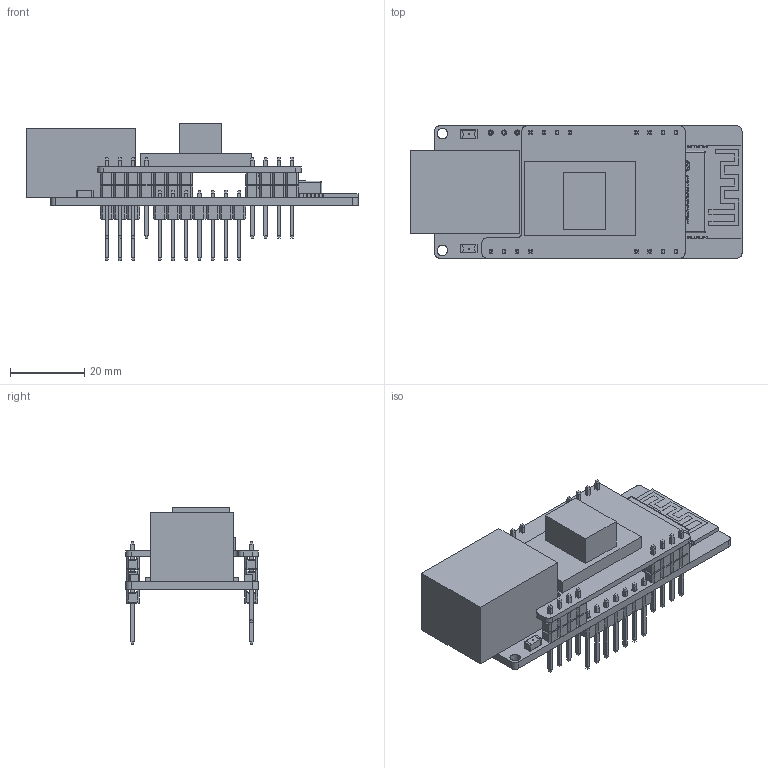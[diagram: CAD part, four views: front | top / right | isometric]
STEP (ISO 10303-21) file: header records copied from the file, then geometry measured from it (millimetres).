
FILE_DESCRIPTION(('FreeCAD Model'),'2;1');
FILE_NAME('Open CASCADE Shape Model','2025-04-30T10:15:51',('FreeCAD'),( 'FreeCAD'),'Open CASCADE STEP processor 7.6','FreeCAD','Unknown');
FILE_SCHEMA(('AUTOMOTIVE_DESIGN { 1 0 10303 214 1 1 1 1 }'));
Products named in the file (1): Open CASCADE STEP translator 7.6 1
Bounding box: 89.69 x 35.76 x 37.17 mm (x, y, z)
Volume: 29220.5 mm3; surface area: 23352 mm2
Topology: 53 solids, 53 shells, 2542 faces, 6789 edges, 4394 vertices
Faces by surface type: bspline 2542
Entity records: 79456 total; most frequent: CARTESIAN_POINT 37539, ORIENTED_EDGE 13538, EDGE_CURVE 6769, B_SPLINE_CURVE_WITH_KNOTS 6565, VERTEX_POINT 4394, FACE_BOUND 2791, EDGE_LOOP 2791, ADVANCED_FACE 2542
